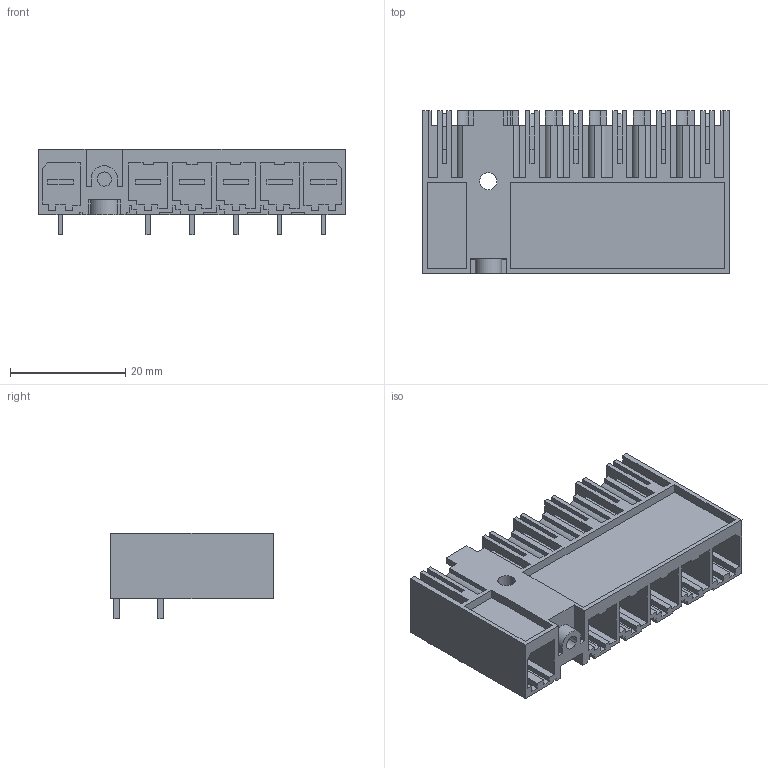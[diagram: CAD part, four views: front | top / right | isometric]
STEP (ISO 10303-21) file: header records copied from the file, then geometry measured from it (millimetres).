
FILE_DESCRIPTION(('CATIA V5R22 STEP214','CAx-IF Rec.Pracs.--- Model Styling and Organization---1.4--- 2014-01-23'),'2;1');
FILE_NAME ('D1452759_3_1543280000_1543280000.stp','2023-05-15T08:19:08+00:00',('none'),('Weidmueller'),'CATIA Version 5-6 Release 2016 SP3 HF44','CATIA V5 STEP AP214','none');
FILE_SCHEMA(('AUTOMOTIVE_DESIGN { 1 0 10303 214 1 1 1 1 }'));
Length unit declared in the file: millimetre
Products named in the file (1): 1543280000
Bounding box: 53.34 x 28.3 x 14.9 mm (x, y, z)
Volume: 9250 mm3; surface area: 12802.3 mm2
Topology: 7 solids, 7 shells, 524 faces, 1530 edges, 1025 vertices
Faces by surface type: plane 495, cylinder 29
Entity records: 16666 total; most frequent: ORIENTED_EDGE 3060, CARTESIAN_POINT 2928, DIRECTION 2257, EDGE_CURVE 1530, VECTOR 1462, LINE 1462, VERTEX_POINT 1025, EDGE_LOOP 543
